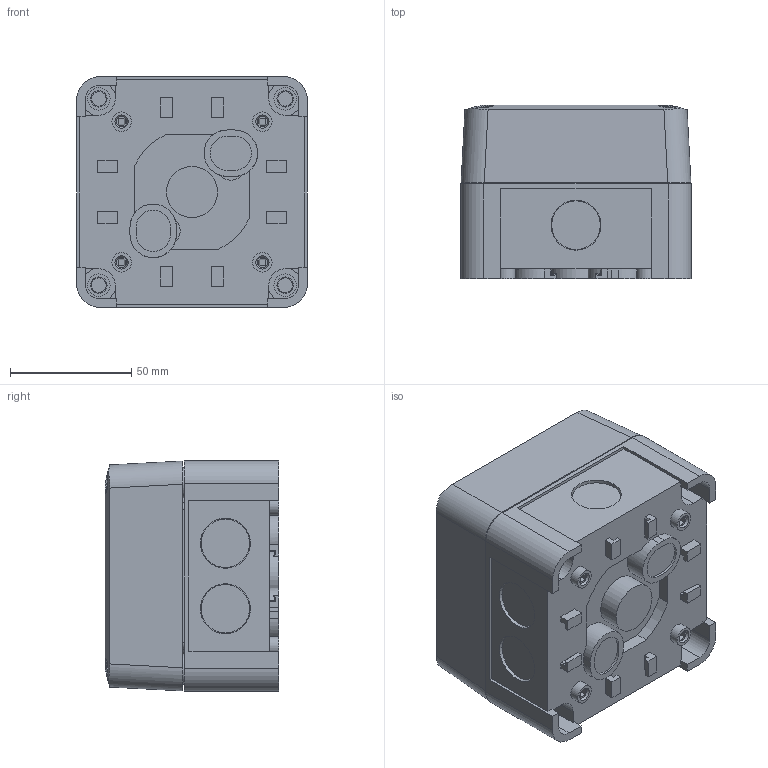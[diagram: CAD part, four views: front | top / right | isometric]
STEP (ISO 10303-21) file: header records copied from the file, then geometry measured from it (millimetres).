
FILE_DESCRIPTION (( 'STEP AP214' ), '1' );
FILE_NAME ('2005004.STP', '2022-09-22T13:10:38', ( '' ), ( '' ), 'SwSTEP 2.0', 'SolidWorks 2020', '' );
FILE_SCHEMA (( 'AUTOMOTIVE_DESIGN' ));
Length unit declared in the file: millimetre
Products named in the file (8): ED910-20_S-Serie; 114505_Standard; ED170-04-02_Standard; 097860_7Ausbrech”ffnungen; 098120_Standard; 114532_Standard; 097781_Grau 7035; 2005004
Assembly tree (13 placements, depth 3):
  2005004
    097860_7Ausbrech”ffnungen
    114532_Standard
      097781_Grau 7035
      114505_Standard
    098120_Standard  x4
    ED170-04-02_Standard  x2
    ED910-20_S-Serie  x3
Bounding box: 95 x 71.5 x 95 mm (x, y, z)
Volume: 178122.6 mm3; surface area: 118738.7 mm2
Topology: 12 solids, 12 shells, 889 faces, 2095 edges, 1318 vertices
Faces by surface type: plane 516, cylinder 208, cone 129, torus 36
Full cylindrical faces by diameter (mm): 6 x4, 6.8 x4, 8 x7, 8.6 x4, 8.8 x4, 9.1 x4, 9.249 x4, 12.5 x4, 13 x3, 18 x4, 19.922 x3, 20 x7, 20.58 x7, 21 x1, 21.9 x3, 24.8 x3
Entity records: 22963 total; most frequent: CARTESIAN_POINT 3969, DIRECTION 3962, ORIENTED_EDGE 3652, EDGE_CURVE 1826, AXIS2_PLACEMENT_3D 1356, LINE 1250, VECTOR 1250, VERTEX_POINT 1180
